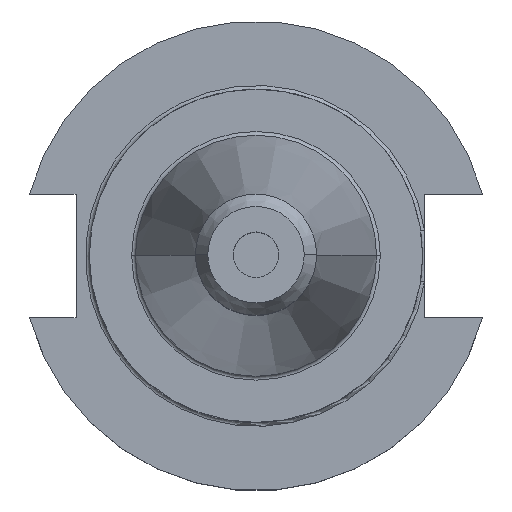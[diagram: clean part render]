
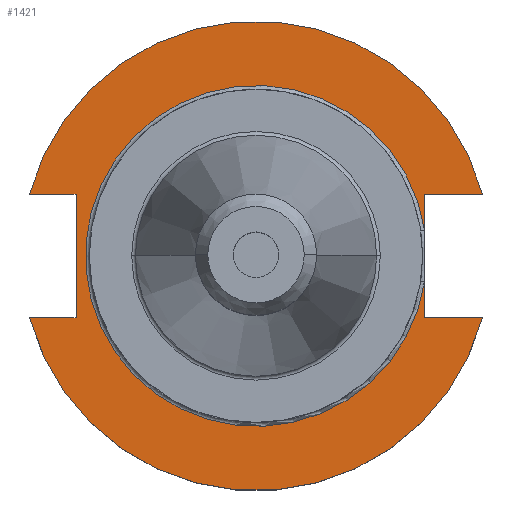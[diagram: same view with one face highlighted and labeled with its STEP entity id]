
A CAD part, top view. The second image highlights one B-rep face of the part: STEP entity #1421.
In plain terms, the highlighted planar face has unit normal (0, 0, 1).
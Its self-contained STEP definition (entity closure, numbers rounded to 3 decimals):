
#10 = VERTEX_POINT ( 'NONE', #665 ) ;
#35 = CARTESIAN_POINT ( 'NONE',  ( 47.477, -12.954, 19.05 ) ) ;
#56 = EDGE_CURVE ( 'NONE', #1707, #71, #477, .T. ) ;
#71 = VERTEX_POINT ( 'NONE', #306 ) ;
#98 = CARTESIAN_POINT ( 'NONE',  ( 35.306, 12.954, 19.05 ) ) ;
#115 = ORIENTED_EDGE ( 'NONE', *, *, #1403, .F. ) ;
#139 = CARTESIAN_POINT ( 'NONE',  ( 47.477, 12.954, 19.05 ) ) ;
#140 = EDGE_CURVE ( 'NONE', #1114, #1440, #1557, .T. ) ;
#185 = CARTESIAN_POINT ( 'NONE',  ( 35.306, 12.954, 19.05 ) ) ;
#191 = DIRECTION ( 'NONE',  ( 0., 0., 1. ) ) ;
#192 = DIRECTION ( 'NONE',  ( 1., 0., 0. ) ) ;
#201 = VECTOR ( 'NONE', #1731, 1000. ) ;
#216 = ORIENTED_EDGE ( 'NONE', *, *, #56, .T. ) ;
#238 = CARTESIAN_POINT ( 'NONE',  ( 35.306, 5.455, 19.05 ) ) ;
#244 = DIRECTION ( 'NONE',  ( 0., -1., 0. ) ) ;
#263 = CARTESIAN_POINT ( 'NONE',  ( -63.719, 12.954, 19.05 ) ) ;
#271 = VECTOR ( 'NONE', #244, 1000. ) ;
#284 = VECTOR ( 'NONE', #587, 1000. ) ;
#306 = CARTESIAN_POINT ( 'NONE',  ( -47.477, 12.954, 19.05 ) ) ;
#323 = ORIENTED_EDGE ( 'NONE', *, *, #619, .F. ) ;
#374 = CIRCLE ( 'NONE', #519, 49.212 ) ;
#378 = EDGE_CURVE ( 'NONE', #713, #1241, #1498, .T. ) ;
#396 = VECTOR ( 'NONE', #192, 1000. ) ;
#477 = CIRCLE ( 'NONE', #1276, 49.212 ) ;
#519 = AXIS2_PLACEMENT_3D ( 'NONE', #1563, #709, #1711 ) ;
#534 = DIRECTION ( 'NONE',  ( 0., 0., -1. ) ) ;
#575 = LINE ( 'NONE', #185, #201 ) ;
#587 = DIRECTION ( 'NONE',  ( 0., 1., 0. ) ) ;
#588 = DIRECTION ( 'NONE',  ( 0., 0., 1. ) ) ;
#598 = LINE ( 'NONE', #98, #271 ) ;
#619 = EDGE_CURVE ( 'NONE', #10, #71, #1235, .T. ) ;
#632 = CARTESIAN_POINT ( 'NONE',  ( -47.477, -12.954, 19.05 ) ) ;
#635 = CARTESIAN_POINT ( 'NONE',  ( 35.306, -5.455, 19.05 ) ) ;
#665 = CARTESIAN_POINT ( 'NONE',  ( -37.719, 12.954, 19.05 ) ) ;
#667 = ORIENTED_EDGE ( 'NONE', *, *, #1301, .T. ) ;
#709 = DIRECTION ( 'NONE',  ( 0., 0., 1. ) ) ;
#713 = VERTEX_POINT ( 'NONE', #635 ) ;
#731 = EDGE_CURVE ( 'NONE', #732, #1406, #1428, .T. ) ;
#732 = VERTEX_POINT ( 'NONE', #632 ) ;
#740 = PLANE ( 'NONE',  #1555 ) ;
#857 = ORIENTED_EDGE ( 'NONE', *, *, #731, .F. ) ;
#861 = VECTOR ( 'NONE', #1105, 1000. ) ;
#929 = VECTOR ( 'NONE', #1359, 1000. ) ;
#940 = FACE_OUTER_BOUND ( 'NONE', #1019, .T. ) ;
#1012 = CARTESIAN_POINT ( 'NONE',  ( -37.719, -12.954, 19.05 ) ) ;
#1019 = EDGE_LOOP ( 'NONE', ( #1609, #1063, #1608, #115, #216, #323, #1561, #857, #667, #1321 ) ) ;
#1022 = CARTESIAN_POINT ( 'NONE',  ( 0., 49.212, 19.05 ) ) ;
#1023 = LINE ( 'NONE', #1718, #284 ) ;
#1027 = EDGE_CURVE ( 'NONE', #1444, #1241, #598, .T. ) ;
#1029 = EDGE_CURVE ( 'NONE', #713, #1114, #1688, .T. ) ;
#1063 = ORIENTED_EDGE ( 'NONE', *, *, #378, .T. ) ;
#1105 = DIRECTION ( 'NONE',  ( -1., 0., 0. ) ) ;
#1114 = VERTEX_POINT ( 'NONE', #1804 ) ;
#1163 = DIRECTION ( 'NONE',  ( 1., 0., 0. ) ) ;
#1190 = DIRECTION ( 'NONE',  ( 1., 0., 0. ) ) ;
#1220 = CARTESIAN_POINT ( 'NONE',  ( 35.306, 12.954, 19.05 ) ) ;
#1235 = LINE ( 'NONE', #263, #861 ) ;
#1241 = VERTEX_POINT ( 'NONE', #238 ) ;
#1276 = AXIS2_PLACEMENT_3D ( 'NONE', #1578, #588, #1424 ) ;
#1301 = EDGE_CURVE ( 'NONE', #732, #1440, #374, .T. ) ;
#1321 = ORIENTED_EDGE ( 'NONE', *, *, #140, .F. ) ;
#1330 = CARTESIAN_POINT ( 'NONE',  ( -63.719, -12.954, 19.05 ) ) ;
#1331 = AXIS2_PLACEMENT_3D ( 'NONE', #1364, #534, #1517 ) ;
#1359 = DIRECTION ( 'NONE',  ( 0., -1., 0. ) ) ;
#1364 = CARTESIAN_POINT ( 'NONE',  ( 0., 0., 19.05 ) ) ;
#1367 = EDGE_CURVE ( 'NONE', #1406, #10, #1023, .T. ) ;
#1378 = VECTOR ( 'NONE', #1190, 1000. ) ;
#1403 = EDGE_CURVE ( 'NONE', #1707, #1444, #575, .T. ) ;
#1406 = VERTEX_POINT ( 'NONE', #1012 ) ;
#1420 = CARTESIAN_POINT ( 'NONE',  ( 35.306, -12.954, 19.05 ) ) ;
#1421 = ADVANCED_FACE ( 'NONE', ( #940 ), #740, .T. ) ;
#1424 = DIRECTION ( 'NONE',  ( 1., 0., 0. ) ) ;
#1428 = LINE ( 'NONE', #1330, #1378 ) ;
#1440 = VERTEX_POINT ( 'NONE', #35 ) ;
#1444 = VERTEX_POINT ( 'NONE', #1446 ) ;
#1446 = CARTESIAN_POINT ( 'NONE',  ( 35.306, 12.954, 19.05 ) ) ;
#1498 = CIRCLE ( 'NONE', #1331, 35.725 ) ;
#1517 = DIRECTION ( 'NONE',  ( 1., 0., 0. ) ) ;
#1555 = AXIS2_PLACEMENT_3D ( 'NONE', #1022, #191, #1163 ) ;
#1557 = LINE ( 'NONE', #1420, #396 ) ;
#1561 = ORIENTED_EDGE ( 'NONE', *, *, #1367, .F. ) ;
#1563 = CARTESIAN_POINT ( 'NONE',  ( 0., 0., 19.05 ) ) ;
#1578 = CARTESIAN_POINT ( 'NONE',  ( 0., 0., 19.05 ) ) ;
#1608 = ORIENTED_EDGE ( 'NONE', *, *, #1027, .F. ) ;
#1609 = ORIENTED_EDGE ( 'NONE', *, *, #1029, .F. ) ;
#1688 = LINE ( 'NONE', #1220, #929 ) ;
#1707 = VERTEX_POINT ( 'NONE', #139 ) ;
#1711 = DIRECTION ( 'NONE',  ( 1., 0., 0. ) ) ;
#1718 = CARTESIAN_POINT ( 'NONE',  ( -37.719, 12.954, 19.05 ) ) ;
#1731 = DIRECTION ( 'NONE',  ( -1., 0., 0. ) ) ;
#1804 = CARTESIAN_POINT ( 'NONE',  ( 35.306, -12.954, 19.05 ) ) ;
